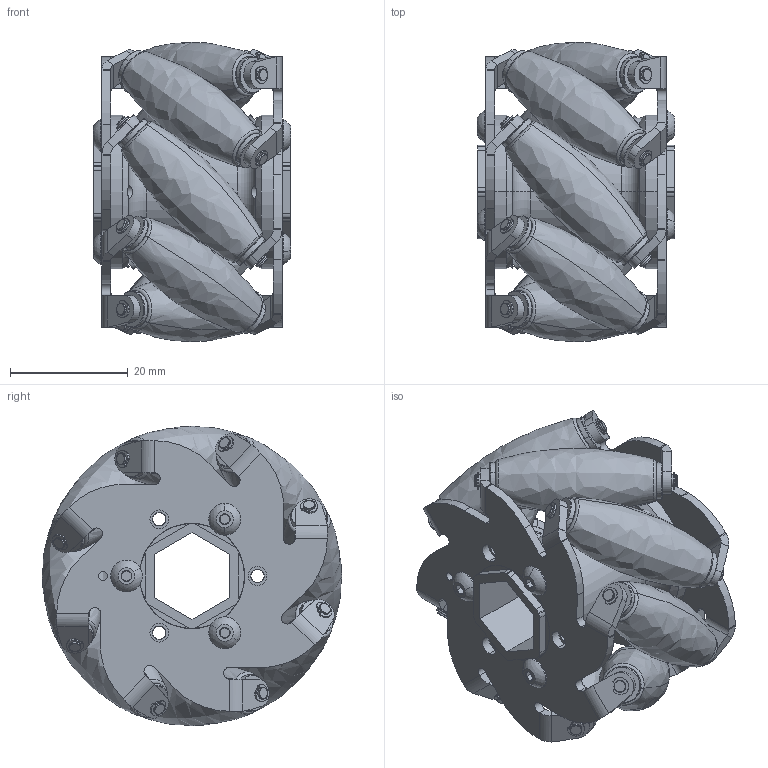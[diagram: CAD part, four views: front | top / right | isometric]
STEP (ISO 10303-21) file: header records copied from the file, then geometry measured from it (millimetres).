
FILE_DESCRIPTION (( 'STEP AP214' ), '1' );
FILE_NAME ('WCP-0221 Rev2 - 2in Mecanum Wheel HD (Left Hand, 0.5in Hex Bore).STEP', '2020-01-18T00:32:19', ( '' ), ( '' ), 'SwSTEP 2.0', 'SolidWorks 2018', '' );
FILE_SCHEMA (( 'AUTOMOTIVE_DESIGN' ));
Length unit declared in the file: inch
Products named in the file (8): WCP-0214-005 Rev1_6658K62; 98543A060_SIDE-MOUNT EXTERNAL RETAINING RING  E-STYLE_98543A060; WCP-0220-003 Rev2; WCP-0220-002 Rev2; WCP-0221 Rev2 - 2in Mecanum Wheel HD (Left Hand, 0.5in Hex Bore); WCP-0221-001 Rev2_Default<As Machined>; WCP-0214-001 Rev2; NFS-0045_BHCS_#4-40_0_250L_Default<As Machined>
Assembly tree (57 placements, depth 2):
  WCP-0221 Rev2 - 2in Mecanum Wheel HD (Left Hand, 0.5in Hex Bore)
    WCP-0214-001 Rev2
    WCP-0221-001 Rev2_Default<As Machined>  x2
    WCP-0220-002 Rev2  x8
    WCP-0220-003 Rev2  x8
    WCP-0214-005 Rev1_6658K62  x16
    NFS-0045_BHCS_#4-40_0_250L_Default<As Machined>  x6
    98543A060_SIDE-MOUNT EXTERNAL RETAINING RING  E-STYLE_98543A060  x16
Bounding box: 33.53 x 50.78 x 50.78 mm (x, y, z)
Volume: 24867.5 mm3; surface area: 28808.5 mm2
Topology: 57 solids, 57 shells, 1548 faces, 3628 edges, 2260 vertices
Faces by surface type: cylinder 708, plane 478, cone 282, torus 36, bspline 32, sphere 12
Entity records: 13346 total; most frequent: CARTESIAN_POINT 2826, DIRECTION 2208, ORIENTED_EDGE 1944, EDGE_CURVE 972, AXIS2_PLACEMENT_3D 886, VERTEX_POINT 612, CIRCLE 463, VECTOR 436
